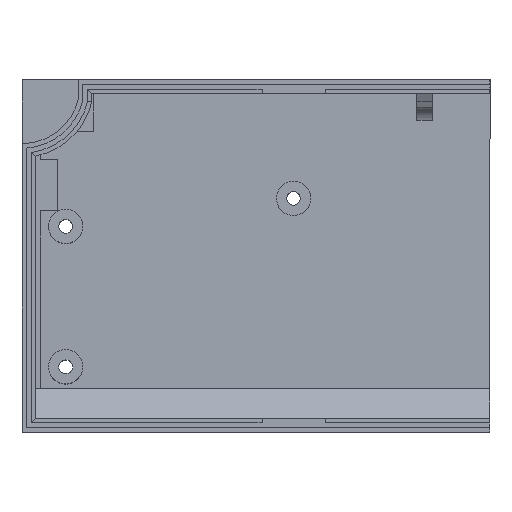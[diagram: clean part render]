
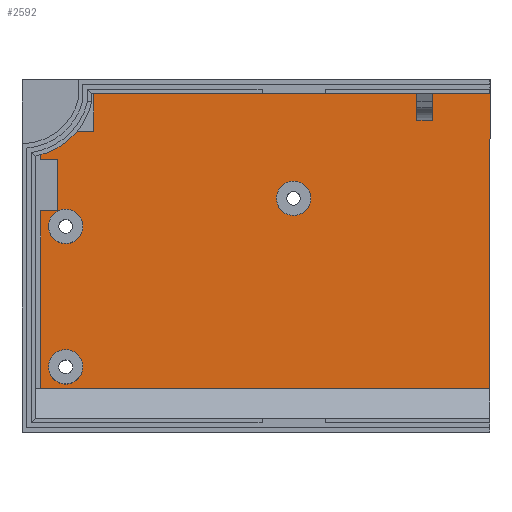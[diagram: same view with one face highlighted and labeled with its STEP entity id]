
A CAD part, top view. The second image highlights one B-rep face of the part: STEP entity #2592.
In plain terms, the highlighted planar face has unit normal (0, 0, 1).
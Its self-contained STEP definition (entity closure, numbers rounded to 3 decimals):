
#807 = VERTEX_POINT('',#808);
#808 = CARTESIAN_POINT('',(-0.05,99.,3.));
#814 = EDGE_CURVE('',#815,#807,#817,.T.);
#815 = VERTEX_POINT('',#816);
#816 = CARTESIAN_POINT('',(-0.05,3.,3.));
#817 = LINE('',#818,#819);
#818 = CARTESIAN_POINT('',(-0.05,27.5,3.));
#819 = VECTOR('',#820,1.);
#820 = DIRECTION('',(0.,1.,0.));
#2574 = EDGE_CURVE('',#815,#2575,#2577,.T.);
#2575 = VERTEX_POINT('',#2576);
#2576 = CARTESIAN_POINT('',(-144.,3.,3.));
#2577 = LINE('',#2578,#2579);
#2578 = CARTESIAN_POINT('',(-150.,3.,3.));
#2579 = VECTOR('',#2580,1.);
#2580 = DIRECTION('',(-1.,0.,0.));
#2592 = ADVANCED_FACE('',(#2593,#2699,#2710,#2721),#2732,.T.);
#2593 = FACE_BOUND('',#2594,.T.);
#2594 = EDGE_LOOP('',(#2595,#2603,#2604,#2605,#2613,#2621,#2629,#2637,
    #2645,#2653,#2661,#2669,#2677,#2685,#2693));
#2595 = ORIENTED_EDGE('',*,*,#2596,.F.);
#2596 = EDGE_CURVE('',#2575,#2597,#2599,.T.);
#2597 = VERTEX_POINT('',#2598);
#2598 = CARTESIAN_POINT('',(-144.,60.,3.));
#2599 = LINE('',#2600,#2601);
#2600 = CARTESIAN_POINT('',(-144.,31.5,3.));
#2601 = VECTOR('',#2602,1.);
#2602 = DIRECTION('',(0.,1.,0.));
#2603 = ORIENTED_EDGE('',*,*,#2574,.F.);
#2604 = ORIENTED_EDGE('',*,*,#814,.T.);
#2605 = ORIENTED_EDGE('',*,*,#2606,.F.);
#2606 = EDGE_CURVE('',#2607,#807,#2609,.T.);
#2607 = VERTEX_POINT('',#2608);
#2608 = CARTESIAN_POINT('',(-18.5,99.,3.));
#2609 = LINE('',#2610,#2611);
#2610 = CARTESIAN_POINT('',(-150.,99.,3.));
#2611 = VECTOR('',#2612,1.);
#2612 = DIRECTION('',(1.,0.,0.));
#2613 = ORIENTED_EDGE('',*,*,#2614,.F.);
#2614 = EDGE_CURVE('',#2615,#2607,#2617,.T.);
#2615 = VERTEX_POINT('',#2616);
#2616 = CARTESIAN_POINT('',(-18.5,89.,3.));
#2617 = LINE('',#2618,#2619);
#2618 = CARTESIAN_POINT('',(-18.5,89.,3.));
#2619 = VECTOR('',#2620,1.);
#2620 = DIRECTION('',(0.,1.,0.));
#2621 = ORIENTED_EDGE('',*,*,#2622,.F.);
#2622 = EDGE_CURVE('',#2623,#2615,#2625,.T.);
#2623 = VERTEX_POINT('',#2624);
#2624 = CARTESIAN_POINT('',(-23.5,89.,3.));
#2625 = LINE('',#2626,#2627);
#2626 = CARTESIAN_POINT('',(-23.5,89.,3.));
#2627 = VECTOR('',#2628,1.);
#2628 = DIRECTION('',(1.,0.,0.));
#2629 = ORIENTED_EDGE('',*,*,#2630,.T.);
#2630 = EDGE_CURVE('',#2623,#2631,#2633,.T.);
#2631 = VERTEX_POINT('',#2632);
#2632 = CARTESIAN_POINT('',(-23.5,99.,3.));
#2633 = LINE('',#2634,#2635);
#2634 = CARTESIAN_POINT('',(-23.5,89.,3.));
#2635 = VECTOR('',#2636,1.);
#2636 = DIRECTION('',(0.,1.,0.));
#2637 = ORIENTED_EDGE('',*,*,#2638,.F.);
#2638 = EDGE_CURVE('',#2639,#2631,#2641,.T.);
#2639 = VERTEX_POINT('',#2640);
#2640 = CARTESIAN_POINT('',(-127.,99.,3.));
#2641 = LINE('',#2642,#2643);
#2642 = CARTESIAN_POINT('',(-150.,99.,3.));
#2643 = VECTOR('',#2644,1.);
#2644 = DIRECTION('',(1.,0.,0.));
#2645 = ORIENTED_EDGE('',*,*,#2646,.F.);
#2646 = EDGE_CURVE('',#2647,#2639,#2649,.T.);
#2647 = VERTEX_POINT('',#2648);
#2648 = CARTESIAN_POINT('',(-127.,98.5,3.));
#2649 = LINE('',#2650,#2651);
#2650 = CARTESIAN_POINT('',(-127.,98.5,3.));
#2651 = VECTOR('',#2652,1.);
#2652 = DIRECTION('',(0.,1.,0.));
#2653 = ORIENTED_EDGE('',*,*,#2654,.F.);
#2654 = EDGE_CURVE('',#2655,#2647,#2657,.T.);
#2655 = VERTEX_POINT('',#2656);
#2656 = CARTESIAN_POINT('',(-127.,85.5,3.));
#2657 = LINE('',#2658,#2659);
#2658 = CARTESIAN_POINT('',(-127.,47.75,3.));
#2659 = VECTOR('',#2660,1.);
#2660 = DIRECTION('',(0.,1.,0.));
#2661 = ORIENTED_EDGE('',*,*,#2662,.F.);
#2662 = EDGE_CURVE('',#2663,#2655,#2665,.T.);
#2663 = VERTEX_POINT('',#2664);
#2664 = CARTESIAN_POINT('',(-144.,85.5,3.));
#2665 = LINE('',#2666,#2667);
#2666 = CARTESIAN_POINT('',(-140.,85.5,3.));
#2667 = VECTOR('',#2668,1.);
#2668 = DIRECTION('',(1.,0.,0.));
#2669 = ORIENTED_EDGE('',*,*,#2670,.F.);
#2670 = EDGE_CURVE('',#2671,#2663,#2673,.T.);
#2671 = VERTEX_POINT('',#2672);
#2672 = CARTESIAN_POINT('',(-144.,76.5,3.));
#2673 = LINE('',#2674,#2675);
#2674 = CARTESIAN_POINT('',(-144.,44.25,3.));
#2675 = VECTOR('',#2676,1.);
#2676 = DIRECTION('',(0.,1.,0.));
#2677 = ORIENTED_EDGE('',*,*,#2678,.F.);
#2678 = EDGE_CURVE('',#2679,#2671,#2681,.T.);
#2679 = VERTEX_POINT('',#2680);
#2680 = CARTESIAN_POINT('',(-138.5,76.5,3.));
#2681 = LINE('',#2682,#2683);
#2682 = CARTESIAN_POINT('',(-148.5,76.5,3.));
#2683 = VECTOR('',#2684,1.);
#2684 = DIRECTION('',(-1.,0.,0.));
#2685 = ORIENTED_EDGE('',*,*,#2686,.F.);
#2686 = EDGE_CURVE('',#2687,#2679,#2689,.T.);
#2687 = VERTEX_POINT('',#2688);
#2688 = CARTESIAN_POINT('',(-138.5,60.,3.));
#2689 = LINE('',#2690,#2691);
#2690 = CARTESIAN_POINT('',(-138.5,36.75,3.));
#2691 = VECTOR('',#2692,1.);
#2692 = DIRECTION('',(0.,1.,0.));
#2693 = ORIENTED_EDGE('',*,*,#2694,.F.);
#2694 = EDGE_CURVE('',#2597,#2687,#2695,.T.);
#2695 = LINE('',#2696,#2697);
#2696 = CARTESIAN_POINT('',(-145.75,60.,3.));
#2697 = VECTOR('',#2698,1.);
#2698 = DIRECTION('',(1.,0.,0.));
#2699 = FACE_BOUND('',#2700,.T.);
#2700 = EDGE_LOOP('',(#2701));
#2701 = ORIENTED_EDGE('',*,*,#2702,.F.);
#2702 = EDGE_CURVE('',#2703,#2703,#2705,.T.);
#2703 = VERTEX_POINT('',#2704);
#2704 = CARTESIAN_POINT('',(-136.,15.5,3.));
#2705 = CIRCLE('',#2706,5.5);
#2706 = AXIS2_PLACEMENT_3D('',#2707,#2708,#2709);
#2707 = CARTESIAN_POINT('',(-136.,10.,3.));
#2708 = DIRECTION('',(0.,-0.,1.));
#2709 = DIRECTION('',(0.,1.,0.));
#2710 = FACE_BOUND('',#2711,.T.);
#2711 = EDGE_LOOP('',(#2712));
#2712 = ORIENTED_EDGE('',*,*,#2713,.F.);
#2713 = EDGE_CURVE('',#2714,#2714,#2716,.T.);
#2714 = VERTEX_POINT('',#2715);
#2715 = CARTESIAN_POINT('',(-63.,69.5,3.));
#2716 = CIRCLE('',#2717,5.5);
#2717 = AXIS2_PLACEMENT_3D('',#2718,#2719,#2720);
#2718 = CARTESIAN_POINT('',(-63.,64.,3.));
#2719 = DIRECTION('',(0.,-0.,1.));
#2720 = DIRECTION('',(0.,1.,0.));
#2721 = FACE_BOUND('',#2722,.T.);
#2722 = EDGE_LOOP('',(#2723));
#2723 = ORIENTED_EDGE('',*,*,#2724,.F.);
#2724 = EDGE_CURVE('',#2725,#2725,#2727,.T.);
#2725 = VERTEX_POINT('',#2726);
#2726 = CARTESIAN_POINT('',(-136.,60.5,3.));
#2727 = CIRCLE('',#2728,5.5);
#2728 = AXIS2_PLACEMENT_3D('',#2729,#2730,#2731);
#2729 = CARTESIAN_POINT('',(-136.,55.,3.));
#2730 = DIRECTION('',(0.,-0.,1.));
#2731 = DIRECTION('',(0.,1.,0.));
#2732 = PLANE('',#2733);
#2733 = AXIS2_PLACEMENT_3D('',#2734,#2735,#2736);
#2734 = CARTESIAN_POINT('',(-150.,0.,3.));
#2735 = DIRECTION('',(0.,0.,1.));
#2736 = DIRECTION('',(0.,1.,0.));
